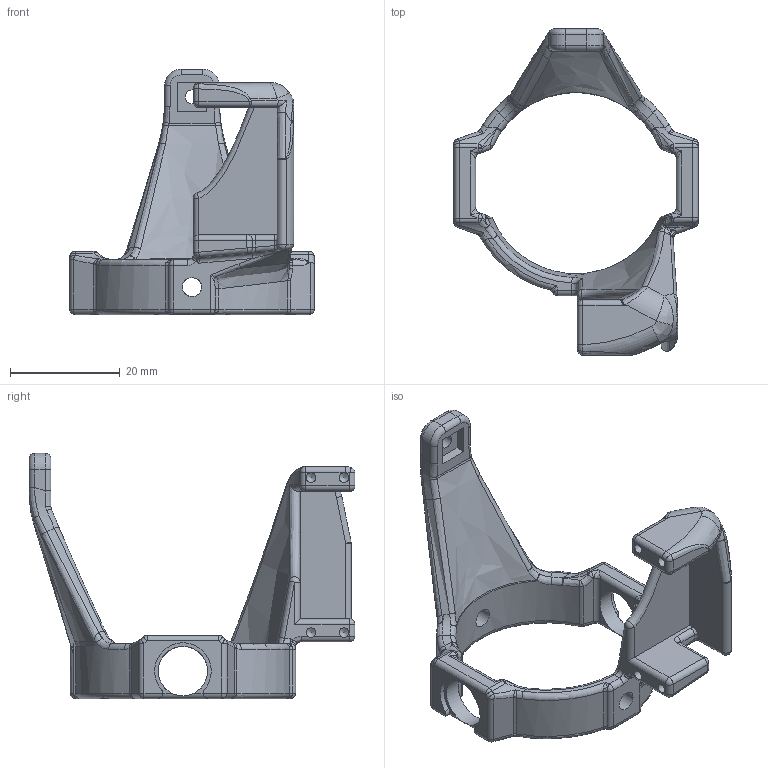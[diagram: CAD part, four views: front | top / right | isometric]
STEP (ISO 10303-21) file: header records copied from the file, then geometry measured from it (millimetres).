
FILE_DESCRIPTION(/* description */ ('STEP AP242','CAx-IF Rec.Pracs.---Representation and Presentation of Product Manufacturing Information (PMI)---4.0---2014-10-13','CAx-IF Rec.Pracs.---3D Tessellated Geometry---0.4---2014-09-14','2;1'),/* implementation_level */ '2;1');
FILE_NAME(/* name */ 'Assembly - Middle',/* time_stamp */ '2025-07-23T17:14:16Z',/* author */ (''),/* organization */ (''),/* preprocessor_version */ 'ST-DEVELOPER v20',/* originating_system */ 'ONSHAPE BY PTC INC, 1.201',/* authorisation */ ' ');
FILE_SCHEMA (('AP242_MANAGED_MODEL_BASED_3D_ENGINEERING_MIM_LF { 1 0 10303 442 1 1 4 }'));
Length unit declared in the file: metre
Products named in the file (1): Middle
Bounding box: 44.5 x 59.3 x 44.62 mm (x, y, z)
Volume: 9771.1 mm3; surface area: 6976.5 mm2
Topology: 1 solids, 1 shells, 428 faces, 1058 edges, 553 vertices
Faces by surface type: bspline 157, cylinder 133, plane 57, sphere 48, torus 26, cone 7
Full cylindrical faces by diameter (mm): 1.75 x4, 2.5 x1, 3.5 x2, 9 x2
Entity records: 13845 total; most frequent: CARTESIAN_POINT 5221, ORIENTED_EDGE 1922, DIRECTION 1650, EDGE_CURVE 961, AXIS2_PLACEMENT_3D 699, VERTEX_POINT 545, FACE_BOUND 450, EDGE_LOOP 446
